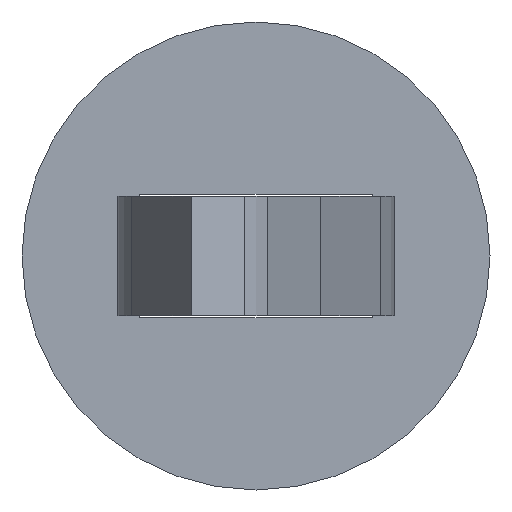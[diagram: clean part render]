
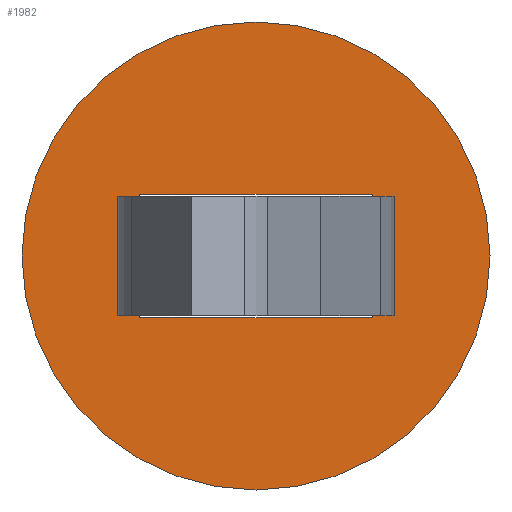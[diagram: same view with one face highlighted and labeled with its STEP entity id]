
A CAD part, front view. The second image highlights one B-rep face of the part: STEP entity #1982.
In plain terms, the highlighted planar face has unit normal (0, -1, 0).
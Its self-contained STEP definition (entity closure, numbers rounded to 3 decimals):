
#1117 = VERTEX_POINT ( 'NONE', #2250 ) ;
#1121 = EDGE_CURVE ( 'NONE', #1131, #1117, #2355, .T. ) ;
#1131 = VERTEX_POINT ( 'NONE', #2429 ) ;
#1186 = EDGE_CURVE ( 'NONE', #1194, #1206, #2527, .T. ) ;
#1190 = ORIENTED_EDGE ( 'NONE', *, *, #1186, .T. ) ;
#1192 = ORIENTED_EDGE ( 'NONE', *, *, #1209, .T. ) ;
#1194 = VERTEX_POINT ( 'NONE', #2543 ) ;
#1203 = VERTEX_POINT ( 'NONE', #2683 ) ;
#1206 = VERTEX_POINT ( 'NONE', #2679 ) ;
#1209 = EDGE_CURVE ( 'NONE', #1206, #1203, #2705, .T. ) ;
#1221 = ORIENTED_EDGE ( 'NONE', *, *, #1222, .T. ) ;
#1222 = EDGE_CURVE ( 'NONE', #1203, #1938, #3078, .T. ) ;
#1327 = DIRECTION ( 'NONE',  ( 0., 1., 0. ) ) ;
#1333 = DIRECTION ( 'NONE',  ( 0., 0., 1. ) ) ;
#1335 = CARTESIAN_POINT ( 'NONE',  ( 0.159, -2.008, 0.245 ) ) ;
#1338 = AXIS2_PLACEMENT_3D ( 'NONE', #1335, #1327, #1333 ) ;
#1339 = CIRCLE ( 'NONE', #1338, 1.588 ) ;
#1453 = CARTESIAN_POINT ( 'NONE',  ( -0.628, -2.008, 0.664 ) ) ;
#1454 = DIRECTION ( 'NONE',  ( 1., 0., 0. ) ) ;
#1455 = VECTOR ( 'NONE', #1454, 1000. ) ;
#1456 = CARTESIAN_POINT ( 'NONE',  ( 0.947, -2.008, 0.664 ) ) ;
#1457 = LINE ( 'NONE', #1456, #1455 ) ;
#1673 = FACE_BOUND ( 'NONE', #2015, .T. ) ;
#1674 = FACE_OUTER_BOUND ( 'NONE', #1947, .T. ) ;
#1780 = DIRECTION ( 'NONE',  ( 0., 0., 1. ) ) ;
#1782 = DIRECTION ( 'NONE',  ( 0., 1., 0. ) ) ;
#1784 = CARTESIAN_POINT ( 'NONE',  ( 0.159, -2.008, 0.245 ) ) ;
#1786 = AXIS2_PLACEMENT_3D ( 'NONE', #1784, #1782, #1780 ) ;
#1788 = PLANE ( 'NONE',  #1786 ) ;
#1936 = ORIENTED_EDGE ( 'NONE', *, *, #1937, .T. ) ;
#1937 = EDGE_CURVE ( 'NONE', #1938, #1194, #1457, .T. ) ;
#1938 = VERTEX_POINT ( 'NONE', #1453 ) ;
#1939 = ORIENTED_EDGE ( 'NONE', *, *, #1940, .F. ) ;
#1940 = EDGE_CURVE ( 'NONE', #1117, #1131, #1339, .T. ) ;
#1947 = EDGE_LOOP ( 'NONE', ( #1939, #1983 ) ) ;
#1982 = ADVANCED_FACE ( 'NONE', ( #1674, #1673 ), #1788, .F. ) ;
#1983 = ORIENTED_EDGE ( 'NONE', *, *, #1121, .F. ) ;
#2015 = EDGE_LOOP ( 'NONE', ( #1936, #1190, #1192, #1221 ) ) ;
#2250 = CARTESIAN_POINT ( 'NONE',  ( 0.159, -2.008, -1.343 ) ) ;
#2264 = CARTESIAN_POINT ( 'NONE',  ( 0.159, -2.008, 0.245 ) ) ;
#2315 = DIRECTION ( 'NONE',  ( 0., 1., 0. ) ) ;
#2344 = AXIS2_PLACEMENT_3D ( 'NONE', #2264, #2315, #2346 ) ;
#2346 = DIRECTION ( 'NONE',  ( 0., 0., 1. ) ) ;
#2355 = CIRCLE ( 'NONE', #2344, 1.588 ) ;
#2429 = CARTESIAN_POINT ( 'NONE',  ( 0.159, -2.008, 1.832 ) ) ;
#2489 = DIRECTION ( 'NONE',  ( 0., 0., -1. ) ) ;
#2490 = VECTOR ( 'NONE', #2489, 1000. ) ;
#2526 = CARTESIAN_POINT ( 'NONE',  ( 0.947, -2.008, 0.664 ) ) ;
#2527 = LINE ( 'NONE', #2526, #2490 ) ;
#2543 = CARTESIAN_POINT ( 'NONE',  ( 0.947, -2.008, 0.664 ) ) ;
#2679 = CARTESIAN_POINT ( 'NONE',  ( 0.947, -2.008, -0.174 ) ) ;
#2683 = CARTESIAN_POINT ( 'NONE',  ( -0.628, -2.008, -0.174 ) ) ;
#2702 = DIRECTION ( 'NONE',  ( -1., 0., 0. ) ) ;
#2703 = VECTOR ( 'NONE', #2702, 1000. ) ;
#2704 = CARTESIAN_POINT ( 'NONE',  ( 0.947, -2.008, -0.174 ) ) ;
#2705 = LINE ( 'NONE', #2704, #2703 ) ;
#3055 = VECTOR ( 'NONE', #3074, 1000. ) ;
#3074 = DIRECTION ( 'NONE',  ( 0., 0., 1. ) ) ;
#3077 = CARTESIAN_POINT ( 'NONE',  ( -0.628, -2.008, 0.664 ) ) ;
#3078 = LINE ( 'NONE', #3077, #3055 ) ;
